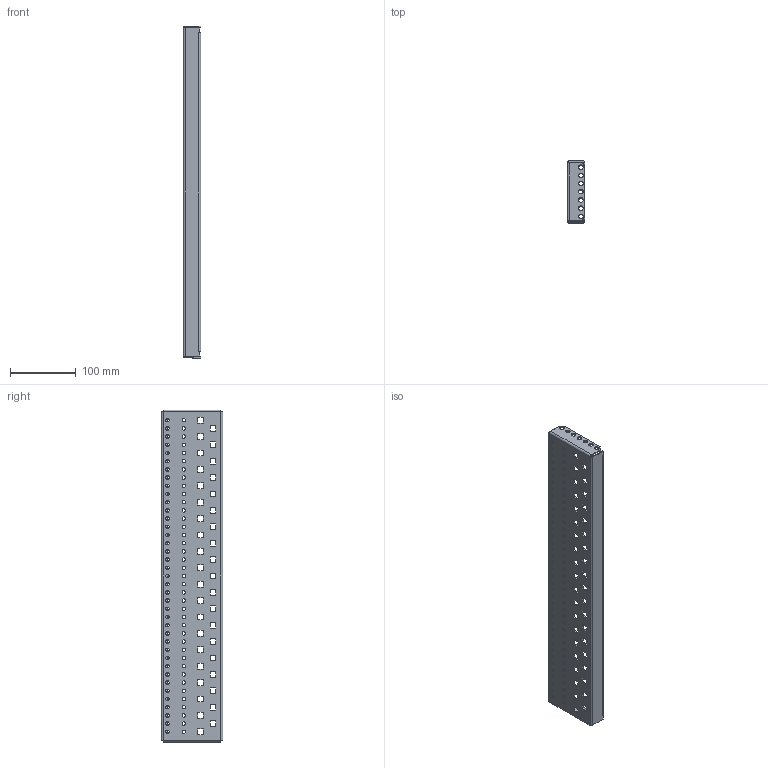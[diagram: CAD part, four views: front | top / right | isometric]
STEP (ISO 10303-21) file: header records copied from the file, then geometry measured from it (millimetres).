
FILE_DESCRIPTION (( 'STEP AP214' ), '1' );
FILE_NAME ('FO-00-RSB-060 FORMAT Ðåéêà áîêîâàÿ óñèëåííàÿ 600ìì (2øò_êîìïë) IEK.STEP', '2022-05-30T12:30:42', ( '' ), ( '' ), 'SwSTEP 2.0', 'SolidWorks 2017', '' );
FILE_SCHEMA (( 'AUTOMOTIVE_DESIGN' ));
Length unit declared in the file: millimetre
Products named in the file (1): FO-00-RSB-060 FORMAT Ðåéêà áîêîâàÿ óñèëåííàÿ 600ìì (2øò_êîìïë) IEK
Bounding box: 27 x 94 x 506 mm (x, y, z)
Volume: 154534.5 mm3; surface area: 163402.3 mm2
Topology: 1 solids, 1 shells, 410 faces, 1180 edges, 772 vertices
Faces by surface type: plane 214, cylinder 196
Entity records: 14046 total; most frequent: DIRECTION 2398, CARTESIAN_POINT 2363, ORIENTED_EDGE 2360, EDGE_CURVE 1180, AXIS2_PLACEMENT_3D 807, LINE 784, VECTOR 784, VERTEX_POINT 772
